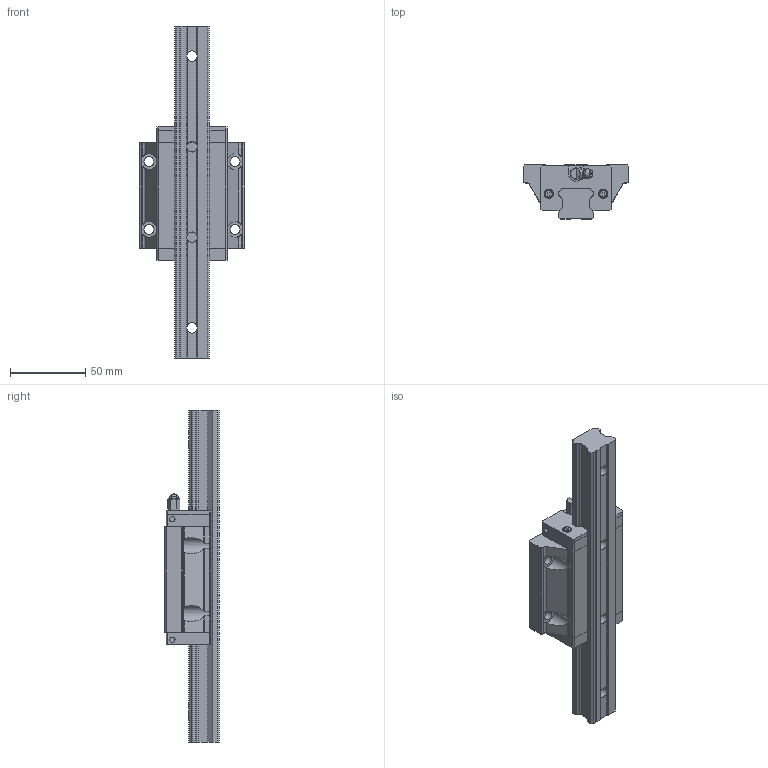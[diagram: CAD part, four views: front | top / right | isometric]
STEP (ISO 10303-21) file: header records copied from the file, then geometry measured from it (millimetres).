
FILE_DESCRIPTION (( 'STEP AP203' ), '1' );
FILE_NAME ('SBI 25 FL.STEP', '2015-01-09T01:29:58', ( 'john' ), ( '' ), 'SwSTEP 2.0', 'SolidWorks 2013', '' );
FILE_SCHEMA (( 'CONFIG_CONTROL_DESIGN' ));
Length unit declared in the file: millimetre
Products named in the file (6): SBI 25 FL; DEFAULT_1; DEFAULT_4; DEFAULT_2; A2N; DEFAULT_3
Assembly tree (6 placements, depth 2):
  SBI 25 FL
    DEFAULT_1
    DEFAULT_2
    DEFAULT_3  x2
    DEFAULT_4
    A2N
Bounding box: 70 x 36 x 220 mm (x, y, z)
Volume: 207064.5 mm3; surface area: 53209.7 mm2
Topology: 6 solids, 6 shells, 367 faces, 991 edges, 656 vertices
Faces by surface type: plane 253, cylinder 82, bspline 22, cone 10
Full cylindrical faces by diameter (mm): 2.9 x4, 3.4 x4, 3.5 x4, 5.5 x2, 5.7 x2, 6 x3, 6.647 x4, 7 x4, 7.3 x1, 11 x4
Entity records: 11982 total; most frequent: CARTESIAN_POINT 3369, ORIENTED_EDGE 1686, DIRECTION 1498, EDGE_CURVE 843, LINE 616, VECTOR 616, VERTEX_POINT 580, AXIS2_PLACEMENT_3D 441
